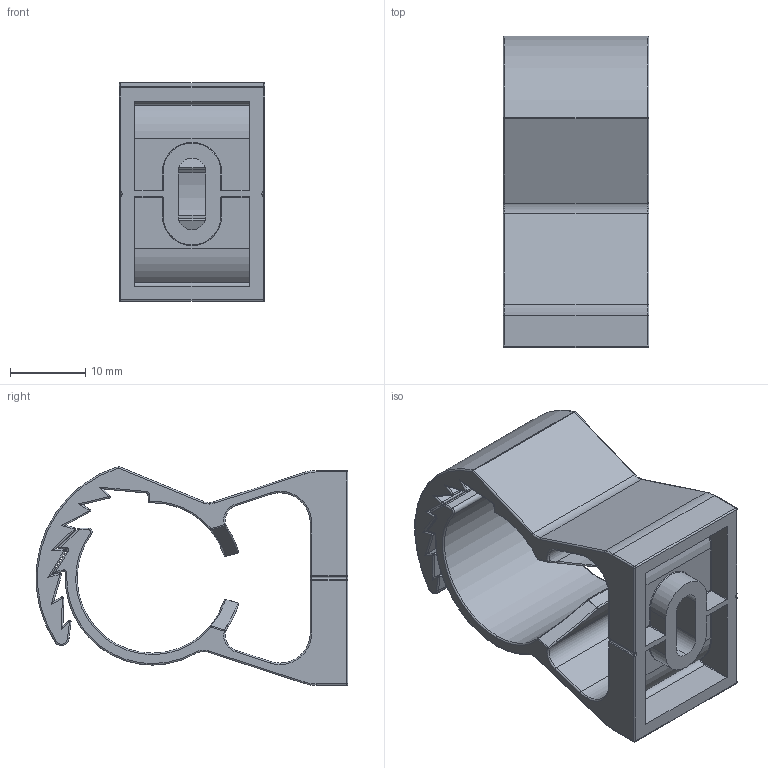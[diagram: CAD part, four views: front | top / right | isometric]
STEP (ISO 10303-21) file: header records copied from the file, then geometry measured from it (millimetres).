
FILE_DESCRIPTION (( 'STEP AP203' ), '1' );
FILE_NAME ('CTA00D-FL-020-K01 Êëèïñà ñ ôèêñàòîðîì äëÿ ãëàäêèõ òðóá d=20-25ìì áåëàÿ IEK.STEP', '2024-02-22T10:56:04', ( '' ), ( '' ), 'SwSTEP 2.0', 'SolidWorks 2022', '' );
FILE_SCHEMA (( 'CONFIG_CONTROL_DESIGN' ));
Length unit declared in the file: millimetre
Products named in the file (1): CTA00D-FL-020-K01 Клипса с фиксатором для гладких труб d=20-25мм белая IEK
Bounding box: 19.4 x 41.45 x 29.12 mm (x, y, z)
Volume: 6244.7 mm3; surface area: 6895.6 mm2
Topology: 1 solids, 1 shells, 352 faces, 830 edges, 437 vertices
Faces by surface type: cylinder 158, torus 61, sphere 59, plane 58, bspline 16
Entity records: 9839 total; most frequent: CARTESIAN_POINT 2011, DIRECTION 1810, ORIENTED_EDGE 1548, EDGE_CURVE 774, AXIS2_PLACEMENT_3D 749, VERTEX_POINT 426, CIRCLE 412, EDGE_LOOP 356
